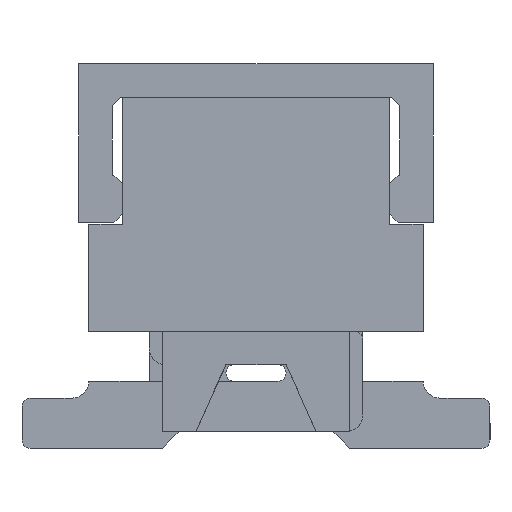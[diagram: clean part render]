
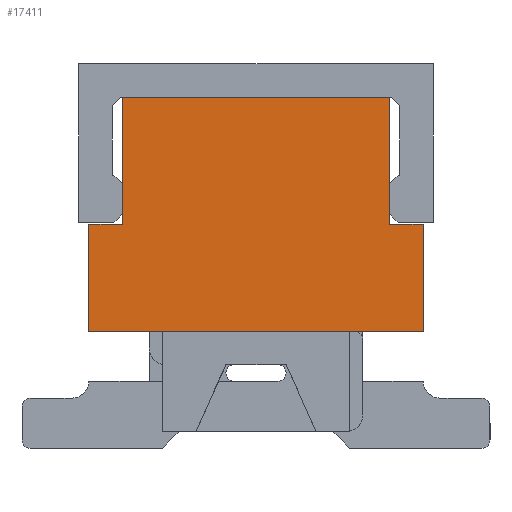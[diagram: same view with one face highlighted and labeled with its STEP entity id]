
A CAD part, left-side view. The second image highlights one B-rep face of the part: STEP entity #17411.
In plain terms, the highlighted face is planar.
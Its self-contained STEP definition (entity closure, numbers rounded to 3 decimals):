
#575=PLANE('',#18753);
#5116=ORIENTED_EDGE('',*,*,#7731,.F.);
#5117=ORIENTED_EDGE('',*,*,#7880,.F.);
#5118=ORIENTED_EDGE('',*,*,#8374,.T.);
#5119=ORIENTED_EDGE('',*,*,#7821,.T.);
#5120=ORIENTED_EDGE('',*,*,#7726,.F.);
#5121=ORIENTED_EDGE('',*,*,#7908,.T.);
#5122=ORIENTED_EDGE('',*,*,#7904,.F.);
#5123=ORIENTED_EDGE('',*,*,#7906,.F.);
#7726=EDGE_CURVE('',#9794,#9795,#11596,.T.);
#7731=EDGE_CURVE('',#9799,#9797,#11601,.T.);
#7821=EDGE_CURVE('',#9873,#9795,#11690,.T.);
#7880=EDGE_CURVE('',#9915,#9799,#11745,.T.);
#7904=EDGE_CURVE('',#9933,#9922,#11766,.T.);
#7906=EDGE_CURVE('',#9797,#9933,#11768,.T.);
#7908=EDGE_CURVE('',#9794,#9922,#11770,.T.);
#8374=EDGE_CURVE('',#9915,#9873,#12236,.T.);
#9794=VERTEX_POINT('',#26736);
#9795=VERTEX_POINT('',#26738);
#9797=VERTEX_POINT('',#26743);
#9799=VERTEX_POINT('',#26747);
#9873=VERTEX_POINT('',#26927);
#9915=VERTEX_POINT('',#27032);
#9922=VERTEX_POINT('',#27056);
#9933=VERTEX_POINT('',#27077);
#11596=LINE('',#26737,#13766);
#11601=LINE('',#26748,#13771);
#11690=LINE('',#26926,#13860);
#11745=LINE('',#27033,#13915);
#11766=LINE('',#27078,#13936);
#11768=LINE('',#27081,#13938);
#11770=LINE('',#27084,#13940);
#12236=LINE('',#27998,#14406);
#13766=VECTOR('',#21891,1000.);
#13771=VECTOR('',#21898,1000.);
#13860=VECTOR('',#22019,1000.);
#13915=VECTOR('',#22092,1000.);
#13936=VECTOR('',#22125,1000.);
#13938=VECTOR('',#22129,1000.);
#13940=VECTOR('',#22133,1000.);
#14406=VECTOR('',#22951,1000.);
#15447=EDGE_LOOP('',(#5116,#5117,#5118,#5119,#5120,#5121,#5122,#5123));
#16337=FACE_BOUND('',#15447,.T.);
#17411=ADVANCED_FACE('',(#16337),#575,.T.);
#18753=AXIS2_PLACEMENT_3D('',#27997,#22949,#22950);
#21891=DIRECTION('',(0.,1.,0.));
#21898=DIRECTION('',(0.,1.,0.));
#22019=DIRECTION('',(0.,0.,1.));
#22092=DIRECTION('',(0.,0.,1.));
#22125=DIRECTION('',(0.,1.,0.));
#22129=DIRECTION('',(0.,0.,1.));
#22133=DIRECTION('',(0.,0.,1.));
#22949=DIRECTION('',(1.,0.,0.));
#22950=DIRECTION('',(0.,0.,-1.));
#22951=DIRECTION('',(0.,1.,0.));
#26736=CARTESIAN_POINT('',(8.65,2.,0.6));
#26737=CARTESIAN_POINT('',(8.65,-2.5,0.6));
#26738=CARTESIAN_POINT('',(8.65,2.5,0.6));
#26743=CARTESIAN_POINT('',(8.65,-2.,0.6));
#26747=CARTESIAN_POINT('',(8.65,-2.5,0.6));
#26748=CARTESIAN_POINT('',(8.65,-2.5,0.6));
#26926=CARTESIAN_POINT('',(8.65,2.5,-1.));
#26927=CARTESIAN_POINT('',(8.65,2.5,-1.));
#27032=CARTESIAN_POINT('',(8.65,-2.5,-1.));
#27033=CARTESIAN_POINT('',(8.65,-2.5,-1.));
#27056=CARTESIAN_POINT('',(8.65,2.,2.5));
#27077=CARTESIAN_POINT('',(8.65,-2.,2.5));
#27078=CARTESIAN_POINT('',(8.65,-2.,2.5));
#27081=CARTESIAN_POINT('',(8.65,-2.,0.6));
#27084=CARTESIAN_POINT('',(8.65,2.,0.6));
#27997=CARTESIAN_POINT('',(8.65,-2.5,-1.));
#27998=CARTESIAN_POINT('',(8.65,-2.5,-1.));
